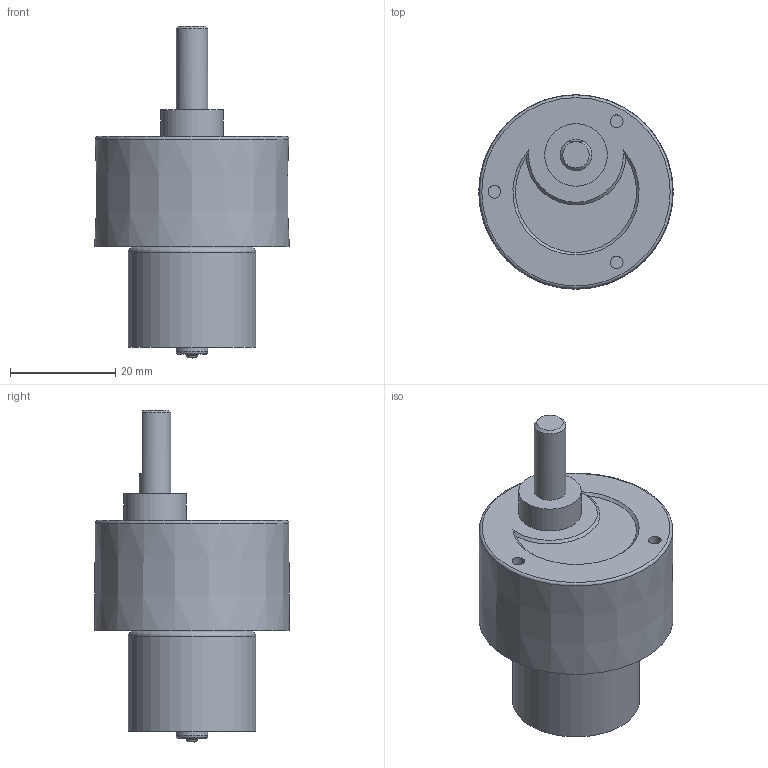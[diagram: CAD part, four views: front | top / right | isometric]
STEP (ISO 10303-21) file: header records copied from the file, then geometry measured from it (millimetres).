
FILE_DESCRIPTION((''),'2;1');
FILE_NAME('KGC+2419.stp','2016-12-09T12:29:33',('GGMAPP'),(''),'Autodesk Inventor 2009','Autodesk Inventor 2009','');
FILE_SCHEMA(('AUTOMOTIVE_DESIGN { 1 0 10303 214 1 1 1 1 }'));
Length unit declared in the file: millimetre
Products named in the file (1): 부품1
Bounding box: 37 x 37 x 63.1 mm (x, y, z)
Volume: 32070.6 mm3; surface area: 6749.3 mm2
Topology: 1 solids, 1 shells, 29 faces, 49 edges, 31 vertices
Faces by surface type: plane 13, cylinder 8, cone 4, torus 4
Full cylindrical faces by diameter (mm): 2 x1, 2.4 x3, 6 x2, 11.9 x1, 24.2 x1
Entity records: 643 total; most frequent: DIRECTION 119, CARTESIAN_POINT 105, ORIENTED_EDGE 70, AXIS2_PLACEMENT_3D 58, EDGE_LOOP 51, EDGE_CURVE 35, VERTEX_POINT 30, FACE_OUTER_BOUND 29
